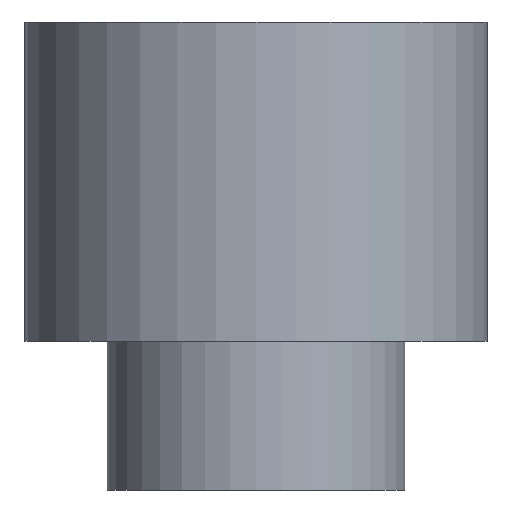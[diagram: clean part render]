
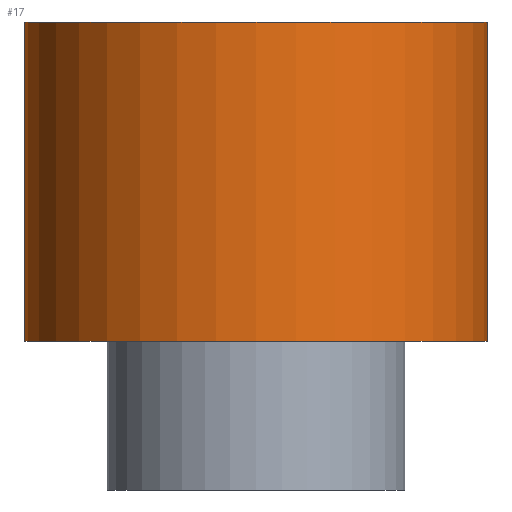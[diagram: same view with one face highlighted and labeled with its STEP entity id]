
A CAD part, front view. The second image highlights one B-rep face of the part: STEP entity #17.
In plain terms, the highlighted cylindrical face has radius 2.175 mm (diameter 4.35 mm), a full revolution.
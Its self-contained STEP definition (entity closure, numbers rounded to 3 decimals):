
#12=CARTESIAN_POINT('',(0.,0.,0.));
#13=DIRECTION('',(0.,0.,1.));
#17=ADVANCED_FACE('',(#18),#39,.T.);
#18=FACE_BOUND('',#19,.F.);
#19=EDGE_LOOP('',(#20,#28,#34,#35));
#20=ORIENTED_EDGE('',*,*,#21,.T.);
#21=EDGE_CURVE('',#22,#24,#26,.T.);
#22=VERTEX_POINT('',#23);
#23=CARTESIAN_POINT('',(2.175,0.,0.));
#24=VERTEX_POINT('',#25);
#25=CARTESIAN_POINT('',(2.175,0.,3.));
#26=LINE('',#23,#27);
#27=VECTOR('',#13,1.);
#28=ORIENTED_EDGE('',*,*,#29,.T.);
#29=EDGE_CURVE('',#24,#24,#30,.T.);
#30=CIRCLE('',#31,2.175);
#31=AXIS2_PLACEMENT_3D('',#32,#13,#33);
#32=CARTESIAN_POINT('',(0.,0.,3.));
#33=DIRECTION('',(1.,0.,0.));
#34=ORIENTED_EDGE('',*,*,#21,.F.);
#35=ORIENTED_EDGE('',*,*,#36,.F.);
#36=EDGE_CURVE('',#22,#22,#37,.T.);
#37=CIRCLE('',#38,2.175);
#38=AXIS2_PLACEMENT_3D('',#12,#13,#33);
#39=CYLINDRICAL_SURFACE('',#40,2.175);
#40=AXIS2_PLACEMENT_3D('',#12,#41,#33);
#41=DIRECTION('',(-0.,-0.,-1.));
